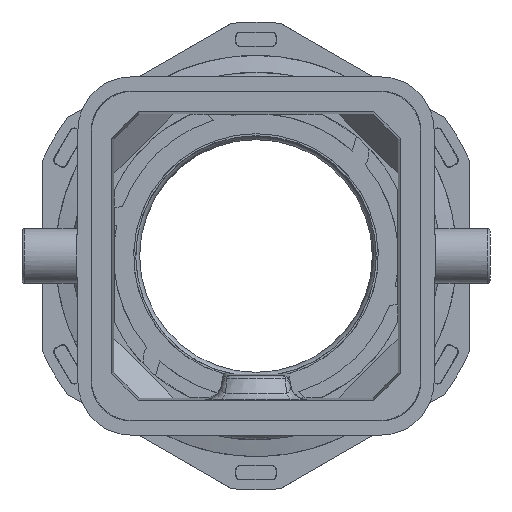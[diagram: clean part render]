
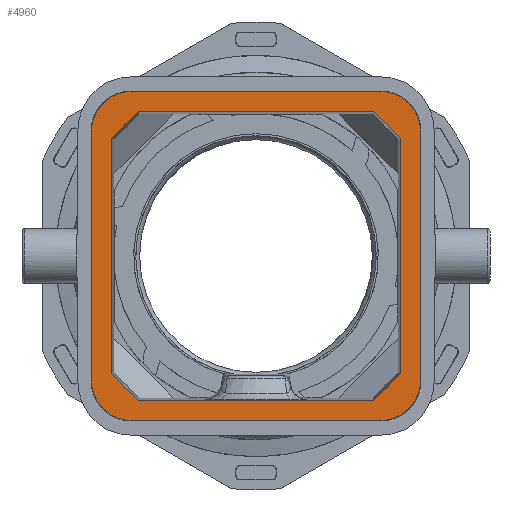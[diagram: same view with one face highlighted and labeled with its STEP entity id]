
A CAD part, left-side view. The second image highlights one B-rep face of the part: STEP entity #4960.
In plain terms, the highlighted planar face has unit normal (-1, 0, 0).
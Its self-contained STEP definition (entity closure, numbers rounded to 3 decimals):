
#253=PLANE('',#17651);
#876=LINE('',#24513,#2044);
#880=LINE('',#24536,#2048);
#881=LINE('',#24554,#2049);
#882=LINE('',#24570,#2050);
#883=LINE('',#24586,#2051);
#884=LINE('',#24589,#2052);
#885=LINE('',#24591,#2053);
#886=LINE('',#24593,#2054);
#887=LINE('',#24595,#2055);
#888=LINE('',#24597,#2056);
#889=LINE('',#24599,#2057);
#890=LINE('',#24601,#2058);
#2044=VECTOR('',#19271,1.);
#2048=VECTOR('',#19279,1.);
#2049=VECTOR('',#19280,1.);
#2050=VECTOR('',#19281,1.);
#2051=VECTOR('',#19282,1.);
#2052=VECTOR('',#19283,1.);
#2053=VECTOR('',#19284,1.);
#2054=VECTOR('',#19285,1.);
#2055=VECTOR('',#19286,1.);
#2056=VECTOR('',#19287,1.);
#2057=VECTOR('',#19288,1.);
#2058=VECTOR('',#19289,1.);
#4165=B_SPLINE_CURVE_WITH_KNOTS('',3,(#24521,#24522,#24523,#24524,#24525,
#24526,#24527,#24528,#24529,#24530,#24531,#24532,#24533,#24534),
 .UNSPECIFIED.,.F.,.F.,(4,2,2,2,2,2,4),(0.,0.125,0.25,0.5,
0.625,0.75,1.),.UNSPECIFIED.);
#4166=B_SPLINE_CURVE_WITH_KNOTS('',3,(#24539,#24540,#24541,#24542,#24543,
#24544,#24545,#24546,#24547,#24548,#24549,#24550,#24551,#24552),
 .UNSPECIFIED.,.F.,.F.,(4,2,2,2,2,2,4),(0.,0.125,0.25,0.5,
0.625,0.75,1.),.UNSPECIFIED.);
#4167=B_SPLINE_CURVE_WITH_KNOTS('',3,(#24556,#24557,#24558,#24559,#24560,
#24561,#24562,#24563,#24564,#24565,#24566,#24567,#24568,#24569),
 .UNSPECIFIED.,.F.,.F.,(4,2,2,2,2,2,4),(0.,0.125,0.25,0.5,
0.625,0.75,1.),.UNSPECIFIED.);
#4168=B_SPLINE_CURVE_WITH_KNOTS('',3,(#24572,#24573,#24574,#24575,#24576,
#24577,#24578,#24579,#24580,#24581,#24582,#24583,#24584,#24585),
 .UNSPECIFIED.,.F.,.F.,(4,2,2,2,2,2,4),(0.,0.125,0.25,0.5,
0.625,0.75,1.),.UNSPECIFIED.);
#4960=ADVANCED_FACE('',(#6162,#6163),#253,.T.);
#6162=FACE_BOUND('',#6278,.T.);
#6163=FACE_BOUND('',#6279,.T.);
#6278=EDGE_LOOP('',(#7442,#7443,#7444,#7445,#7446,#7447,#7448,#7449));
#6279=EDGE_LOOP('',(#7450,#7451,#7452,#7453,#7454,#7455,#7456,#7457));
#7442=ORIENTED_EDGE('',*,*,#14434,.T.);
#7443=ORIENTED_EDGE('',*,*,#14435,.T.);
#7444=ORIENTED_EDGE('',*,*,#14436,.T.);
#7445=ORIENTED_EDGE('',*,*,#14437,.T.);
#7446=ORIENTED_EDGE('',*,*,#14429,.T.);
#7447=ORIENTED_EDGE('',*,*,#14433,.T.);
#7448=ORIENTED_EDGE('',*,*,#14438,.T.);
#7449=ORIENTED_EDGE('',*,*,#14439,.T.);
#7450=ORIENTED_EDGE('',*,*,#14440,.T.);
#7451=ORIENTED_EDGE('',*,*,#14441,.F.);
#7452=ORIENTED_EDGE('',*,*,#14442,.T.);
#7453=ORIENTED_EDGE('',*,*,#14443,.F.);
#7454=ORIENTED_EDGE('',*,*,#14444,.T.);
#7455=ORIENTED_EDGE('',*,*,#14445,.F.);
#7456=ORIENTED_EDGE('',*,*,#14446,.T.);
#7457=ORIENTED_EDGE('',*,*,#14447,.F.);
#12711=VERTEX_POINT('',#24514);
#12712=VERTEX_POINT('',#24515);
#12713=VERTEX_POINT('',#24520);
#12714=VERTEX_POINT('',#24537);
#12715=VERTEX_POINT('',#24538);
#12716=VERTEX_POINT('',#24553);
#12717=VERTEX_POINT('',#24555);
#12718=VERTEX_POINT('',#24571);
#12719=VERTEX_POINT('',#24587);
#12720=VERTEX_POINT('',#24588);
#12721=VERTEX_POINT('',#24590);
#12722=VERTEX_POINT('',#24592);
#12723=VERTEX_POINT('',#24594);
#12724=VERTEX_POINT('',#24596);
#12725=VERTEX_POINT('',#24598);
#12726=VERTEX_POINT('',#24600);
#14429=EDGE_CURVE('',#12711,#12712,#876,.T.);
#14433=EDGE_CURVE('',#12712,#12713,#4165,.T.);
#14434=EDGE_CURVE('',#12714,#12715,#880,.T.);
#14435=EDGE_CURVE('',#12715,#12716,#4166,.T.);
#14436=EDGE_CURVE('',#12716,#12717,#881,.T.);
#14437=EDGE_CURVE('',#12717,#12711,#4167,.T.);
#14438=EDGE_CURVE('',#12713,#12718,#882,.T.);
#14439=EDGE_CURVE('',#12718,#12714,#4168,.T.);
#14440=EDGE_CURVE('',#12719,#12720,#883,.T.);
#14441=EDGE_CURVE('',#12721,#12720,#884,.T.);
#14442=EDGE_CURVE('',#12721,#12722,#885,.T.);
#14443=EDGE_CURVE('',#12723,#12722,#886,.T.);
#14444=EDGE_CURVE('',#12723,#12724,#887,.T.);
#14445=EDGE_CURVE('',#12725,#12724,#888,.T.);
#14446=EDGE_CURVE('',#12725,#12726,#889,.T.);
#14447=EDGE_CURVE('',#12719,#12726,#890,.T.);
#17651=AXIS2_PLACEMENT_3D('',#24602,#19290,#19291);
#19271=DIRECTION('',(0.,1.,0.));
#19279=DIRECTION('',(0.,-1.,0.));
#19280=DIRECTION('',(0.,0.,1.));
#19281=DIRECTION('',(0.,0.,-1.));
#19282=DIRECTION('',(0.,0.707,0.707));
#19283=DIRECTION('',(0.,0.,-1.));
#19284=DIRECTION('',(0.,-0.707,0.707));
#19285=DIRECTION('',(0.,1.,0.));
#19286=DIRECTION('',(0.,-0.707,-0.707));
#19287=DIRECTION('',(0.,0.,1.));
#19288=DIRECTION('',(0.,0.707,-0.707));
#19289=DIRECTION('',(0.,-1.,0.));
#19290=DIRECTION('',(-1.,0.,0.));
#19291=DIRECTION('',(0.,1.,0.));
#24513=CARTESIAN_POINT('',(3.8,-9.3,12.3));
#24514=CARTESIAN_POINT('',(3.8,-9.3,12.3));
#24515=CARTESIAN_POINT('',(3.8,9.3,12.3));
#24520=CARTESIAN_POINT('',(3.8,12.3,9.3));
#24521=CARTESIAN_POINT('',(3.8,9.3,12.3));
#24522=CARTESIAN_POINT('',(3.8,9.515,12.3));
#24523=CARTESIAN_POINT('',(3.8,9.725,12.278));
#24524=CARTESIAN_POINT('',(3.8,10.136,12.189));
#24525=CARTESIAN_POINT('',(3.8,10.369,12.109));
#24526=CARTESIAN_POINT('',(3.8,10.866,11.885));
#24527=CARTESIAN_POINT('',(3.8,11.163,11.68));
#24528=CARTESIAN_POINT('',(3.8,11.551,11.292));
#24529=CARTESIAN_POINT('',(3.8,11.666,11.154));
#24530=CARTESIAN_POINT('',(3.8,11.871,10.858));
#24531=CARTESIAN_POINT('',(3.8,11.946,10.731));
#24532=CARTESIAN_POINT('',(3.8,12.211,10.141));
#24533=CARTESIAN_POINT('',(3.8,12.3,9.73));
#24534=CARTESIAN_POINT('',(3.8,12.3,9.3));
#24536=CARTESIAN_POINT('',(3.8,9.3,-12.3));
#24537=CARTESIAN_POINT('',(3.8,9.3,-12.3));
#24538=CARTESIAN_POINT('',(3.8,-9.3,-12.3));
#24539=CARTESIAN_POINT('',(3.8,-9.3,-12.3));
#24540=CARTESIAN_POINT('',(3.8,-9.515,-12.3));
#24541=CARTESIAN_POINT('',(3.8,-9.725,-12.278));
#24542=CARTESIAN_POINT('',(3.8,-10.136,-12.189));
#24543=CARTESIAN_POINT('',(3.8,-10.369,-12.109));
#24544=CARTESIAN_POINT('',(3.8,-10.866,-11.885));
#24545=CARTESIAN_POINT('',(3.8,-11.163,-11.68));
#24546=CARTESIAN_POINT('',(3.8,-11.551,-11.292));
#24547=CARTESIAN_POINT('',(3.8,-11.666,-11.154));
#24548=CARTESIAN_POINT('',(3.8,-11.871,-10.858));
#24549=CARTESIAN_POINT('',(3.8,-11.946,-10.731));
#24550=CARTESIAN_POINT('',(3.8,-12.211,-10.141));
#24551=CARTESIAN_POINT('',(3.8,-12.3,-9.73));
#24552=CARTESIAN_POINT('',(3.8,-12.3,-9.3));
#24553=CARTESIAN_POINT('',(3.8,-12.3,-9.3));
#24554=CARTESIAN_POINT('',(3.8,-12.3,-9.3));
#24555=CARTESIAN_POINT('',(3.8,-12.3,9.3));
#24556=CARTESIAN_POINT('',(3.8,-12.3,9.3));
#24557=CARTESIAN_POINT('',(3.8,-12.3,9.515));
#24558=CARTESIAN_POINT('',(3.8,-12.278,9.725));
#24559=CARTESIAN_POINT('',(3.8,-12.189,10.136));
#24560=CARTESIAN_POINT('',(3.8,-12.109,10.369));
#24561=CARTESIAN_POINT('',(3.8,-11.885,10.866));
#24562=CARTESIAN_POINT('',(3.8,-11.68,11.163));
#24563=CARTESIAN_POINT('',(3.8,-11.292,11.551));
#24564=CARTESIAN_POINT('',(3.8,-11.154,11.666));
#24565=CARTESIAN_POINT('',(3.8,-10.858,11.871));
#24566=CARTESIAN_POINT('',(3.8,-10.731,11.946));
#24567=CARTESIAN_POINT('',(3.8,-10.141,12.211));
#24568=CARTESIAN_POINT('',(3.8,-9.73,12.3));
#24569=CARTESIAN_POINT('',(3.8,-9.3,12.3));
#24570=CARTESIAN_POINT('',(3.8,12.3,9.3));
#24571=CARTESIAN_POINT('',(3.8,12.3,-9.3));
#24572=CARTESIAN_POINT('',(3.8,12.3,-9.3));
#24573=CARTESIAN_POINT('',(3.8,12.3,-9.515));
#24574=CARTESIAN_POINT('',(3.8,12.278,-9.725));
#24575=CARTESIAN_POINT('',(3.8,12.189,-10.136));
#24576=CARTESIAN_POINT('',(3.8,12.109,-10.369));
#24577=CARTESIAN_POINT('',(3.8,11.885,-10.866));
#24578=CARTESIAN_POINT('',(3.8,11.68,-11.163));
#24579=CARTESIAN_POINT('',(3.8,11.292,-11.551));
#24580=CARTESIAN_POINT('',(3.8,11.154,-11.666));
#24581=CARTESIAN_POINT('',(3.8,10.858,-11.871));
#24582=CARTESIAN_POINT('',(3.8,10.731,-11.946));
#24583=CARTESIAN_POINT('',(3.8,10.141,-12.211));
#24584=CARTESIAN_POINT('',(3.8,9.73,-12.3));
#24585=CARTESIAN_POINT('',(3.8,9.3,-12.3));
#24586=CARTESIAN_POINT('',(3.8,8.8,-10.8));
#24587=CARTESIAN_POINT('',(3.8,8.8,-10.8));
#24588=CARTESIAN_POINT('',(3.8,10.8,-8.8));
#24589=CARTESIAN_POINT('',(3.8,10.8,8.8));
#24590=CARTESIAN_POINT('',(3.8,10.8,8.8));
#24591=CARTESIAN_POINT('',(3.8,10.8,8.8));
#24592=CARTESIAN_POINT('',(3.8,8.8,10.8));
#24593=CARTESIAN_POINT('',(3.8,-8.8,10.8));
#24594=CARTESIAN_POINT('',(3.8,-8.8,10.8));
#24595=CARTESIAN_POINT('',(3.8,-8.8,10.8));
#24596=CARTESIAN_POINT('',(3.8,-10.8,8.8));
#24597=CARTESIAN_POINT('',(3.8,-10.8,-8.8));
#24598=CARTESIAN_POINT('',(3.8,-10.8,-8.8));
#24599=CARTESIAN_POINT('',(3.8,-10.8,-8.8));
#24600=CARTESIAN_POINT('',(3.8,-8.8,-10.8));
#24601=CARTESIAN_POINT('',(3.8,8.8,-10.8));
#24602=CARTESIAN_POINT('',(3.8,0.,0.));
